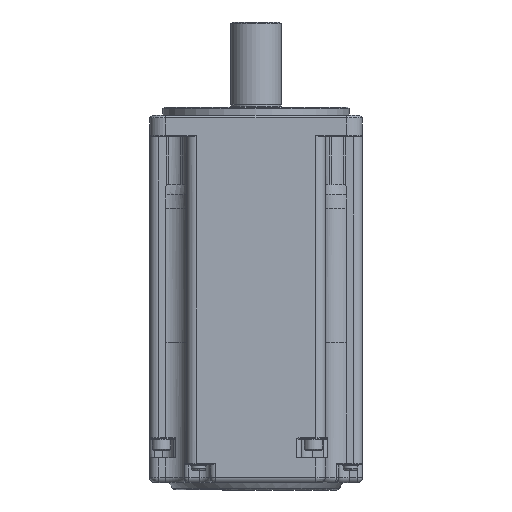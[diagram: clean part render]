
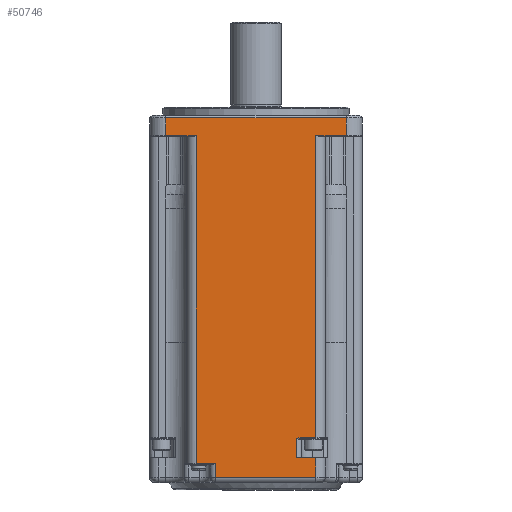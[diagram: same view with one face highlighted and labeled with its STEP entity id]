
A CAD part, front view. The second image highlights one B-rep face of the part: STEP entity #50746.
In plain terms, the highlighted planar face has unit normal (0, -1, 0).
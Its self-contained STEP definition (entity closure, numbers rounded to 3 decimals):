
#2802=CARTESIAN_POINT('',(22.5,-40.,-126.3));
#2803=VERTEX_POINT('',#2802);
#2828=CARTESIAN_POINT('',(-15.2,-40.,-126.3));
#2829=VERTEX_POINT('',#2828);
#2839=CARTESIAN_POINT('',(22.5,-40.,-126.3));
#2840=DIRECTION('',(-1.,0.,0.));
#2841=VECTOR('',#2840,37.7);
#2842=LINE('',#2839,#2841);
#2843=EDGE_CURVE('',#2803,#2829,#2842,.T.);
#4255=CARTESIAN_POINT('',(22.5,-40.,-118.8));
#4256=VERTEX_POINT('',#4255);
#4257=CARTESIAN_POINT('',(22.5,-40.,-126.3));
#4258=DIRECTION('',(0.,0.,1.));
#4259=VECTOR('',#4258,7.5);
#4260=LINE('',#4257,#4259);
#4261=EDGE_CURVE('',#2803,#4256,#4260,.T.);
#4499=CARTESIAN_POINT('',(-22.5,-40.,-121.));
#4500=VERTEX_POINT('',#4499);
#4518=CARTESIAN_POINT('',(-15.2,-40.,-121.));
#4519=VERTEX_POINT('',#4518);
#4534=CARTESIAN_POINT('',(-22.5,-40.,-121.));
#4535=DIRECTION('',(1.,0.,0.));
#4536=VECTOR('',#4535,7.3);
#4537=LINE('',#4534,#4536);
#4538=EDGE_CURVE('',#4500,#4519,#4537,.T.);
#4549=CARTESIAN_POINT('',(-15.2,-40.,-121.));
#4550=DIRECTION('',(0.,0.,-1.));
#4551=VECTOR('',#4550,5.3);
#4552=LINE('',#4549,#4551);
#4553=EDGE_CURVE('',#4519,#2829,#4552,.T.);
#4614=CARTESIAN_POINT('',(15.2,-40.,-118.8));
#4615=VERTEX_POINT('',#4614);
#4623=CARTESIAN_POINT('',(22.5,-40.,-118.8));
#4624=DIRECTION('',(-1.,0.,0.));
#4625=VECTOR('',#4624,7.3);
#4626=LINE('',#4623,#4625);
#4627=EDGE_CURVE('',#4256,#4615,#4626,.T.);
#4647=CARTESIAN_POINT('',(15.2,-40.,-111.6));
#4648=VERTEX_POINT('',#4647);
#4649=CARTESIAN_POINT('',(15.2,-40.,-118.8));
#4650=DIRECTION('',(0.,0.,1.));
#4651=VECTOR('',#4650,7.2);
#4652=LINE('',#4649,#4651);
#4653=EDGE_CURVE('',#4615,#4648,#4652,.T.);
#12934=CARTESIAN_POINT('',(22.5,-40.,-111.35));
#12935=VERTEX_POINT('',#12934);
#12981=CARTESIAN_POINT('',(16.615,-40.,-111.35));
#12982=VERTEX_POINT('',#12981);
#12983=CARTESIAN_POINT('',(16.615,-40.,-111.35));
#12984=DIRECTION('',(1.,0.,0.));
#12985=VECTOR('',#12984,5.885);
#12986=LINE('',#12983,#12985);
#12987=EDGE_CURVE('',#12982,#12935,#12986,.T.);
#13174=CARTESIAN_POINT('',(15.2,-40.,-111.6));
#13175=CARTESIAN_POINT('',(15.247,-40.,-111.574));
#13176=CARTESIAN_POINT('',(15.395,-40.,-111.531));
#13177=CARTESIAN_POINT('',(15.718,-40.,-111.466));
#13178=CARTESIAN_POINT('',(15.953,-40.,-111.428));
#13179=CARTESIAN_POINT('',(16.2,-40.,-111.392));
#13180=CARTESIAN_POINT('',(16.43,-40.,-111.363));
#13181=CARTESIAN_POINT('',(16.572,-40.,-111.351));
#13182=CARTESIAN_POINT('',(16.615,-40.,-111.35));
#13183=B_SPLINE_CURVE_WITH_KNOTS('',3,(#13174,#13175,#13176,#13177,#13178,#13179,#13180,#13181,#13182),.UNSPECIFIED.,.F.,.U.,(4,1,1,1,1,1,4),(0.,0.25,0.375,0.583,0.625,0.792,1.),.UNSPECIFIED.);
#13184=EDGE_CURVE('',#4648,#12982,#13183,.T.);
#50677=CARTESIAN_POINT('',(0.,-40.,-58.65));
#50678=DIRECTION('',(0.,0.,1.));
#50679=DIRECTION('',(0.,-1.,0.));
#50680=AXIS2_PLACEMENT_3D('',#50677,#50679,#50678);
#50681=PLANE('',#50680);
#50682=ORIENTED_EDGE('',*,*,#4538,.T.);
#50683=ORIENTED_EDGE('',*,*,#4553,.T.);
#50684=ORIENTED_EDGE('',*,*,#2843,.F.);
#50685=ORIENTED_EDGE('',*,*,#4261,.T.);
#50686=ORIENTED_EDGE('',*,*,#4627,.T.);
#50687=ORIENTED_EDGE('',*,*,#4653,.T.);
#50688=ORIENTED_EDGE('',*,*,#13184,.T.);
#50689=ORIENTED_EDGE('',*,*,#12987,.T.);
#50690=CARTESIAN_POINT('',(22.5,-40.,2.3));
#50691=VERTEX_POINT('',#50690);
#50692=CARTESIAN_POINT('',(22.5,-40.,2.3));
#50693=DIRECTION('',(0.,0.,-1.));
#50694=VECTOR('',#50693,113.65);
#50695=LINE('',#50692,#50694);
#50696=EDGE_CURVE('',#50691,#12935,#50695,.T.);
#50697=ORIENTED_EDGE('',*,*,#50696,.F.);
#50698=CARTESIAN_POINT('',(34.,-40.,2.3));
#50699=VERTEX_POINT('',#50698);
#50700=CARTESIAN_POINT('',(22.5,-40.,2.3));
#50701=DIRECTION('',(1.,0.,0.));
#50702=VECTOR('',#50701,11.5);
#50703=LINE('',#50700,#50702);
#50704=EDGE_CURVE('',#50691,#50699,#50703,.T.);
#50705=ORIENTED_EDGE('',*,*,#50704,.T.);
#50706=CARTESIAN_POINT('',(34.,-40.,9.));
#50707=VERTEX_POINT('',#50706);
#50708=CARTESIAN_POINT('',(34.,-40.,9.));
#50709=DIRECTION('',(0.,0.,-1.));
#50710=VECTOR('',#50709,6.7);
#50711=LINE('',#50708,#50710);
#50712=EDGE_CURVE('',#50707,#50699,#50711,.T.);
#50713=ORIENTED_EDGE('',*,*,#50712,.F.);
#50714=CARTESIAN_POINT('',(-34.,-40.,9.));
#50715=VERTEX_POINT('',#50714);
#50716=CARTESIAN_POINT('',(-34.,-40.,9.));
#50717=DIRECTION('',(1.,0.,0.));
#50718=VECTOR('',#50717,68.);
#50719=LINE('',#50716,#50718);
#50720=EDGE_CURVE('',#50715,#50707,#50719,.T.);
#50721=ORIENTED_EDGE('',*,*,#50720,.F.);
#50722=CARTESIAN_POINT('',(-34.,-40.,2.3));
#50723=VERTEX_POINT('',#50722);
#50724=CARTESIAN_POINT('',(-34.,-40.,2.3));
#50725=DIRECTION('',(0.,0.,1.));
#50726=VECTOR('',#50725,6.7);
#50727=LINE('',#50724,#50726);
#50728=EDGE_CURVE('',#50723,#50715,#50727,.T.);
#50729=ORIENTED_EDGE('',*,*,#50728,.F.);
#50730=CARTESIAN_POINT('',(-22.5,-40.,2.3));
#50731=VERTEX_POINT('',#50730);
#50732=CARTESIAN_POINT('',(-34.,-40.,2.3));
#50733=DIRECTION('',(1.,0.,0.));
#50734=VECTOR('',#50733,11.5);
#50735=LINE('',#50732,#50734);
#50736=EDGE_CURVE('',#50723,#50731,#50735,.T.);
#50737=ORIENTED_EDGE('',*,*,#50736,.T.);
#50738=CARTESIAN_POINT('',(-22.5,-40.,2.3));
#50739=DIRECTION('',(0.,0.,-1.));
#50740=VECTOR('',#50739,123.3);
#50741=LINE('',#50738,#50740);
#50742=EDGE_CURVE('',#50731,#4500,#50741,.T.);
#50743=ORIENTED_EDGE('',*,*,#50742,.T.);
#50744=EDGE_LOOP('',(#50682,#50683,#50684,#50685,#50686,#50687,#50688,#50689,#50697,#50705,#50713,#50721,#50729,#50737,#50743));
#50745=FACE_OUTER_BOUND('',#50744,.T.);
#50746=ADVANCED_FACE('',(#50745),#50681,.T.);
